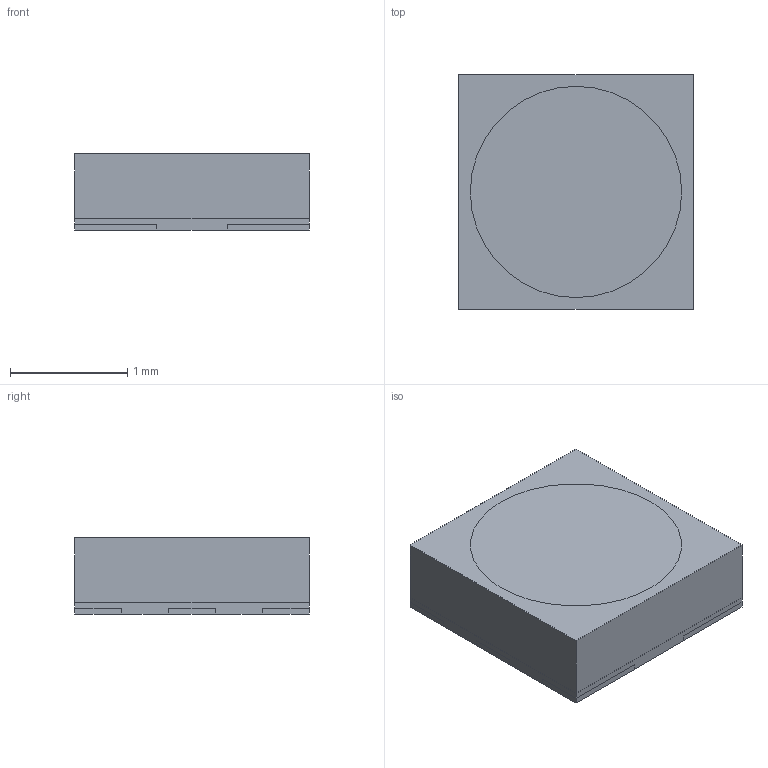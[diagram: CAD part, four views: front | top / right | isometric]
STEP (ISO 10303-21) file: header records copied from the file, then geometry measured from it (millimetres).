
FILE_DESCRIPTION(('FreeCAD Model'),'2;1');
FILE_NAME('Open CASCADE Shape Model','2023-11-01T20:05:04',('Author'),( ''),'Open CASCADE STEP processor 7.6','FreeCAD','Unknown');
FILE_SCHEMA(('AUTOMOTIVE_DESIGN { 1 0 10303 214 1 1 1 1 }'));
Length unit declared in the file: millimetre
Products named in the file (11): SK9822-2020 RGB LED v2 v016; SK9822-2020 RGB LED v2 v6; SK9822-2020 RGB LED v2 v007; SK9822-2020 RGB LED v2 v008; SK9822-2020 RGB LED v2 v009; SK9822-2020 RGB LED v2 v010; SK9822-2020 RGB LED v2 v011; SK9822-2020 RGB LED v2 v012; SK9822-2020 RGB LED v2 v013; SK9822-2020 RGB LED v2 v014; SK9822-2020 RGB LED v2 v015
Assembly tree (10 placements, depth 2):
  SK9822-2020 RGB LED v2 v016
    SK9822-2020 RGB LED v2 v6
    SK9822-2020 RGB LED v2 v007
    SK9822-2020 RGB LED v2 v008
    SK9822-2020 RGB LED v2 v009
    SK9822-2020 RGB LED v2 v010
    SK9822-2020 RGB LED v2 v011
    SK9822-2020 RGB LED v2 v012
    SK9822-2020 RGB LED v2 v013
    SK9822-2020 RGB LED v2 v014
    SK9822-2020 RGB LED v2 v015
Bounding box: 2 x 2 x 0.65 mm (x, y, z)
Volume: 2.6 mm3; surface area: 35.8 mm2
Topology: 10 solids, 10 shells, 76 faces, 165 edges, 110 vertices
Faces by surface type: plane 73, cone 3
Entity records: 2313 total; most frequent: CARTESIAN_POINT 362, DIRECTION 345, ORIENTED_EDGE 330, EDGE_CURVE 165, LINE 159, VECTOR 159, VERTEX_POINT 110, AXIS2_PLACEMENT_3D 93
